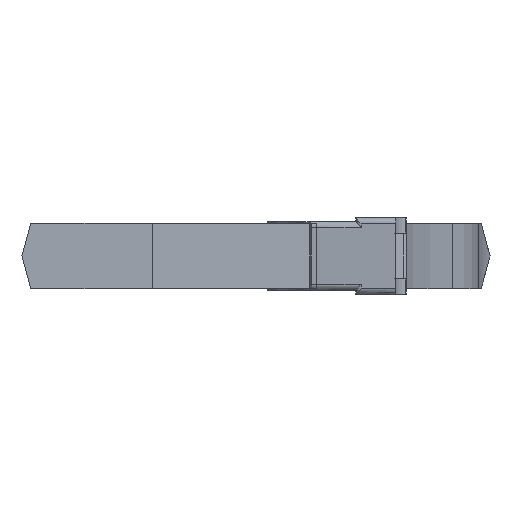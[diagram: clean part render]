
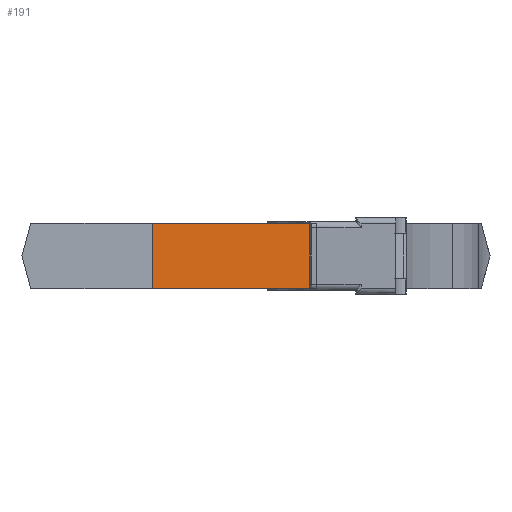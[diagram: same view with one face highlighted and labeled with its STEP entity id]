
A CAD part, left-side view. The second image highlights one B-rep face of the part: STEP entity #191.
In plain terms, the highlighted planar face has unit normal (-0.999, -0.052, 0).
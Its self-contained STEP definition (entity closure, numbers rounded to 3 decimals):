
#191=ADVANCED_FACE('',(#305),#247,.F.);
#247=PLANE('',#1528);
#305=FACE_OUTER_BOUND('',#377,.T.);
#377=EDGE_LOOP('',(#697,#698,#699,#700));
#697=ORIENTED_EDGE('',*,*,#1099,.F.);
#698=ORIENTED_EDGE('',*,*,#1119,.T.);
#699=ORIENTED_EDGE('',*,*,#1062,.F.);
#700=ORIENTED_EDGE('',*,*,#1118,.F.);
#892=VERTEX_POINT('',#2212);
#893=VERTEX_POINT('',#2214);
#929=VERTEX_POINT('',#2287);
#930=VERTEX_POINT('',#2289);
#1062=EDGE_CURVE('',#892,#893,#1225,.T.);
#1099=EDGE_CURVE('',#929,#930,#1245,.T.);
#1118=EDGE_CURVE('',#930,#892,#1256,.T.);
#1119=EDGE_CURVE('',#929,#893,#1257,.T.);
#1225=LINE('',#2213,#1363);
#1245=LINE('',#2288,#1383);
#1256=LINE('',#2324,#1394);
#1257=LINE('',#2326,#1395);
#1363=VECTOR('',#1788,1.);
#1383=VECTOR('',#1844,1.);
#1394=VECTOR('',#1881,1.);
#1395=VECTOR('',#1884,1.);
#1528=AXIS2_PLACEMENT_3D('',#2327,#1885,#1886);
#1788=DIRECTION('',(0.052,-0.999,0.));
#1844=DIRECTION('',(-0.052,0.999,0.));
#1881=DIRECTION('',(0.,0.,1.));
#1884=DIRECTION('',(0.,0.,1.));
#1885=DIRECTION('',(0.999,0.052,0.));
#1886=DIRECTION('',(-0.052,0.999,0.));
#2212=CARTESIAN_POINT('',(0.25,15.9,4.3));
#2213=CARTESIAN_POINT('',(0.25,15.9,4.3));
#2214=CARTESIAN_POINT('',(0.813,5.151,4.3));
#2287=CARTESIAN_POINT('',(0.813,5.151,0.));
#2288=CARTESIAN_POINT('',(0.25,15.9,0.));
#2289=CARTESIAN_POINT('',(0.25,15.9,0.));
#2324=CARTESIAN_POINT('',(0.25,15.9,5.7));
#2326=CARTESIAN_POINT('',(0.813,5.151,6.));
#2327=CARTESIAN_POINT('',(0.25,15.9,5.7));
